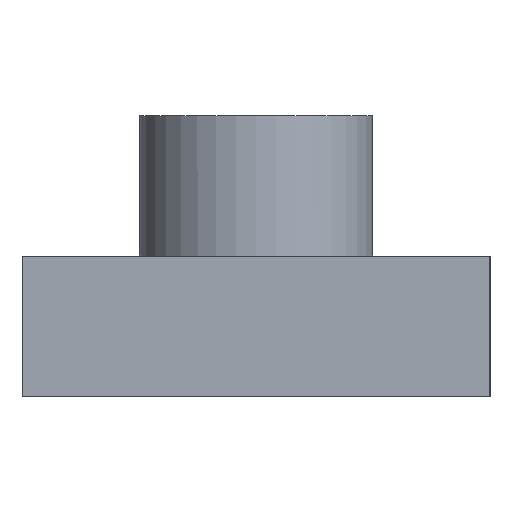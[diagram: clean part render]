
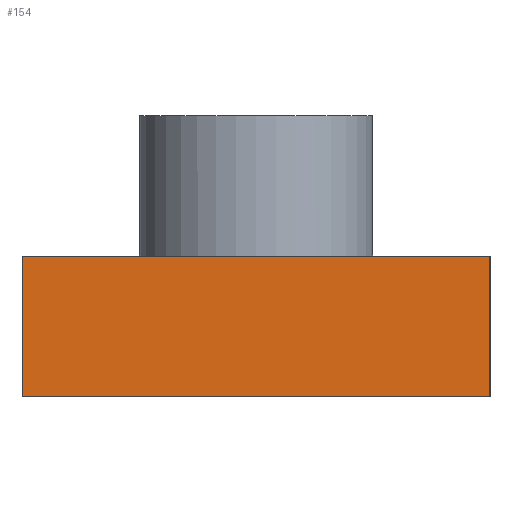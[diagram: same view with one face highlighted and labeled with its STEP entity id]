
A CAD part, left-side view. The second image highlights one B-rep face of the part: STEP entity #154.
In plain terms, the highlighted planar face has unit normal (-1, 0, 0).
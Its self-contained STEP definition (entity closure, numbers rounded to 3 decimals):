
#22=PLANE('',#182);
#32=FACE_OUTER_BOUND('',#44,.T.);
#44=EDGE_LOOP('',(#136,#137,#138,#139));
#49=LINE('',#246,#63);
#54=LINE('',#256,#68);
#59=LINE('',#265,#73);
#60=LINE('',#267,#74);
#63=VECTOR('',#205,10.);
#68=VECTOR('',#212,10.);
#73=VECTOR('',#221,10.);
#74=VECTOR('',#224,10.);
#83=VERTEX_POINT('',#244);
#84=VERTEX_POINT('',#245);
#88=VERTEX_POINT('',#254);
#90=VERTEX_POINT('',#263);
#97=EDGE_CURVE('',#83,#84,#49,.T.);
#102=EDGE_CURVE('',#88,#83,#54,.T.);
#107=EDGE_CURVE('',#90,#84,#59,.T.);
#108=EDGE_CURVE('',#88,#90,#60,.T.);
#136=ORIENTED_EDGE('',*,*,#108,.T.);
#137=ORIENTED_EDGE('',*,*,#107,.T.);
#138=ORIENTED_EDGE('',*,*,#97,.F.);
#139=ORIENTED_EDGE('',*,*,#102,.F.);
#154=ADVANCED_FACE('',(#32),#22,.T.);
#182=AXIS2_PLACEMENT_3D('',#266,#222,#223);
#205=DIRECTION('',(0.,-1.,0.));
#212=DIRECTION('',(0.,0.,1.));
#221=DIRECTION('',(0.,0.,1.));
#222=DIRECTION('center_axis',(-1.,0.,0.));
#223=DIRECTION('ref_axis',(0.,-1.,0.));
#224=DIRECTION('',(0.,-1.,0.));
#244=CARTESIAN_POINT('',(0.,10.,3.));
#245=CARTESIAN_POINT('',(0.,0.,3.));
#246=CARTESIAN_POINT('',(0.,10.,3.));
#254=CARTESIAN_POINT('',(0.,10.,0.));
#256=CARTESIAN_POINT('',(0.,10.,0.));
#263=CARTESIAN_POINT('',(0.,0.,0.));
#265=CARTESIAN_POINT('',(0.,0.,0.));
#266=CARTESIAN_POINT('Origin',(0.,10.,0.));
#267=CARTESIAN_POINT('',(0.,10.,0.));
